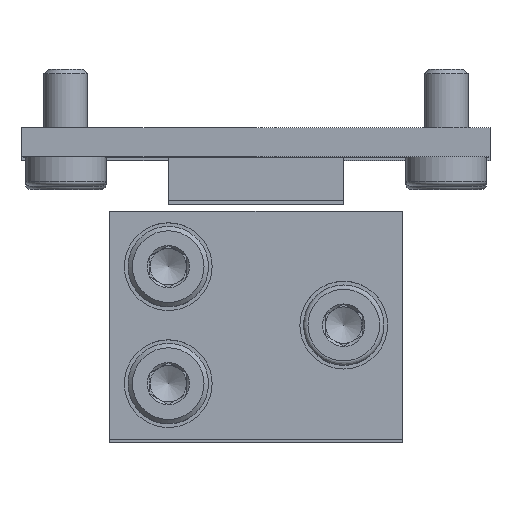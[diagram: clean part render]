
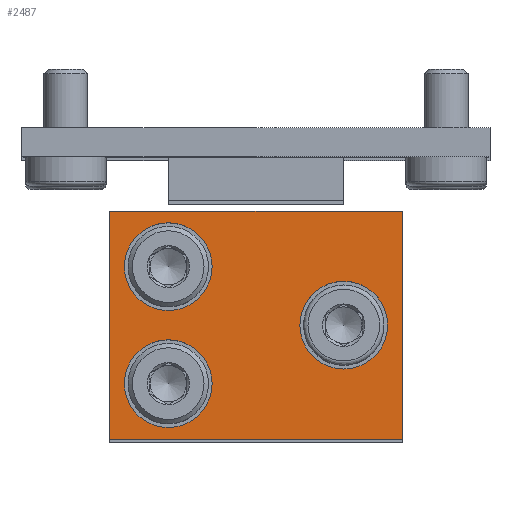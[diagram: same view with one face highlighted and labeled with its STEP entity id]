
A CAD part, top view. The second image highlights one B-rep face of the part: STEP entity #2487.
In plain terms, the highlighted planar face has unit normal (0, 0, 1).
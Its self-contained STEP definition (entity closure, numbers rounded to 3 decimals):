
#142=CIRCLE('',#2645,3.);
#143=CIRCLE('',#2646,3.);
#144=CIRCLE('',#2647,3.);
#250=ORIENTED_EDGE('',*,*,#756,.F.);
#251=ORIENTED_EDGE('',*,*,#757,.F.);
#252=ORIENTED_EDGE('',*,*,#758,.F.);
#253=ORIENTED_EDGE('',*,*,#751,.T.);
#254=ORIENTED_EDGE('',*,*,#740,.F.);
#255=ORIENTED_EDGE('',*,*,#746,.F.);
#256=ORIENTED_EDGE('',*,*,#754,.T.);
#740=EDGE_CURVE('',#996,#997,#1175,.T.);
#746=EDGE_CURVE('',#1001,#996,#1180,.T.);
#751=EDGE_CURVE('',#1004,#997,#1184,.T.);
#754=EDGE_CURVE('',#1001,#1004,#1187,.T.);
#756=EDGE_CURVE('',#1006,#1006,#142,.T.);
#757=EDGE_CURVE('',#1007,#1007,#143,.T.);
#758=EDGE_CURVE('',#1008,#1008,#144,.T.);
#996=VERTEX_POINT('',#3488);
#997=VERTEX_POINT('',#3490);
#1001=VERTEX_POINT('',#3500);
#1004=VERTEX_POINT('',#3510);
#1006=VERTEX_POINT('',#3519);
#1007=VERTEX_POINT('',#3521);
#1008=VERTEX_POINT('',#3523);
#1175=LINE('',#3489,#1331);
#1180=LINE('',#3501,#1336);
#1184=LINE('',#3509,#1340);
#1187=LINE('',#3515,#1343);
#1331=VECTOR('',#2875,1000.);
#1336=VECTOR('',#2884,1000.);
#1340=VECTOR('',#2892,1000.);
#1343=VECTOR('',#2897,1000.);
#1486=EDGE_LOOP('',(#250));
#1487=EDGE_LOOP('',(#251));
#1488=EDGE_LOOP('',(#252));
#1489=EDGE_LOOP('',(#253,#254,#255,#256));
#1676=FACE_BOUND('',#1486,.T.);
#1677=FACE_BOUND('',#1487,.T.);
#1678=FACE_BOUND('',#1488,.T.);
#1679=FACE_BOUND('',#1489,.T.);
#1869=PLANE('',#2644);
#2487=ADVANCED_FACE('',(#1676,#1677,#1678,#1679),#1869,.F.);
#2644=AXIS2_PLACEMENT_3D('',#3517,#2899,#2900);
#2645=AXIS2_PLACEMENT_3D('',#3518,#2901,#2902);
#2646=AXIS2_PLACEMENT_3D('',#3520,#2903,#2904);
#2647=AXIS2_PLACEMENT_3D('',#3522,#2905,#2906);
#2875=DIRECTION('',(0.,-1.,0.));
#2884=DIRECTION('',(1.,0.,0.));
#2892=DIRECTION('',(1.,0.,0.));
#2897=DIRECTION('',(0.,-1.,0.));
#2899=DIRECTION('',(0.,0.,-1.));
#2900=DIRECTION('',(-1.,0.,0.));
#2901=DIRECTION('',(0.,0.,1.));
#2902=DIRECTION('',(1.,0.,0.));
#2903=DIRECTION('',(0.,0.,1.));
#2904=DIRECTION('',(1.,0.,0.));
#2905=DIRECTION('',(0.,0.,1.));
#2906=DIRECTION('',(1.,0.,0.));
#3488=CARTESIAN_POINT('',(20.,15.6,29.));
#3489=CARTESIAN_POINT('',(20.,15.6,29.));
#3490=CARTESIAN_POINT('',(20.,0.,29.));
#3500=CARTESIAN_POINT('',(0.,15.6,29.));
#3501=CARTESIAN_POINT('',(0.,15.6,29.));
#3509=CARTESIAN_POINT('',(0.,0.,29.));
#3510=CARTESIAN_POINT('',(0.,0.,29.));
#3515=CARTESIAN_POINT('',(0.,15.6,29.));
#3517=CARTESIAN_POINT('',(0.,15.6,29.));
#3518=CARTESIAN_POINT('',(16.,7.8,29.));
#3519=CARTESIAN_POINT('',(19.,7.8,29.));
#3520=CARTESIAN_POINT('',(4.,11.8,29.));
#3521=CARTESIAN_POINT('',(7.,11.8,29.));
#3522=CARTESIAN_POINT('',(4.,3.8,29.));
#3523=CARTESIAN_POINT('',(7.,3.8,29.));
